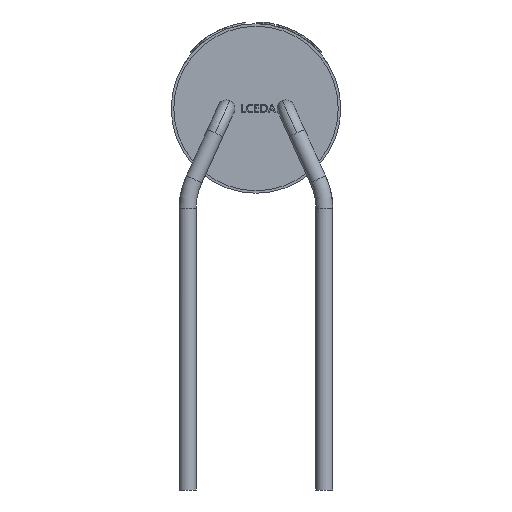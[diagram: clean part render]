
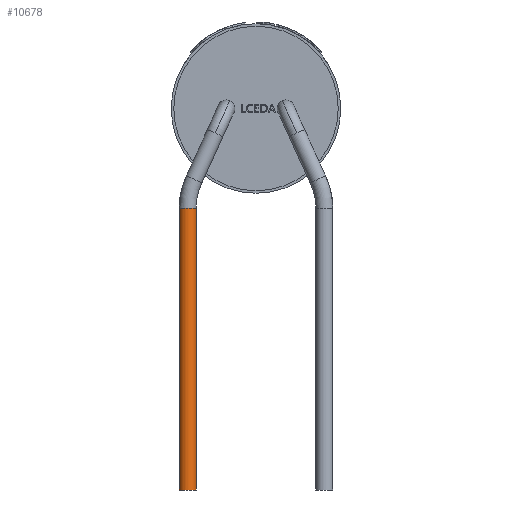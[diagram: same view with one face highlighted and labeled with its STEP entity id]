
A CAD part, front view. The second image highlights one B-rep face of the part: STEP entity #10678.
In plain terms, the highlighted cylindrical face has radius 0.1 mm (diameter 0.2 mm), a partial arc.
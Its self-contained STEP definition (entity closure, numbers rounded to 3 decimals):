
#109 = AXIS2_PLACEMENT_3D ( 'NONE', #11036, #12157, #12325 ) ;
#259 = EDGE_CURVE ( 'NONE', #14369, #14368, #12055, .T. ) ;
#572 = ORIENTED_EDGE ( 'NONE', *, *, #13452, .T. ) ;
#697 = CARTESIAN_POINT ( 'NONE',  ( -0.806, -2., -4.5 ) ) ;
#790 = CIRCLE ( 'NONE', #12383, 0.1 ) ;
#1721 = AXIS2_PLACEMENT_3D ( 'NONE', #2780, #2544, #7546 ) ;
#2544 = DIRECTION ( 'NONE',  ( 0., 0., -1. ) ) ;
#2620 = CARTESIAN_POINT ( 'NONE',  ( -0.906, -2., -1.176 ) ) ;
#2780 = CARTESIAN_POINT ( 'NONE',  ( -0.806, -2., -1.176 ) ) ;
#3270 = CIRCLE ( 'NONE', #1721, 0.1 ) ;
#3313 = AXIS2_PLACEMENT_3D ( 'NONE', #15642, #4611, #13045 ) ;
#3574 = EDGE_CURVE ( 'NONE', #5307, #9145, #790, .T. ) ;
#4231 = ORIENTED_EDGE ( 'NONE', *, *, #3574, .F. ) ;
#4263 = CARTESIAN_POINT ( 'NONE',  ( -0.706, -2., -4.5 ) ) ;
#4611 = DIRECTION ( 'NONE',  ( 0., 0., -1. ) ) ;
#5307 = VERTEX_POINT ( 'NONE', #4263 ) ;
#5644 = ORIENTED_EDGE ( 'NONE', *, *, #13309, .T. ) ;
#6334 = ORIENTED_EDGE ( 'NONE', *, *, #8613, .F. ) ;
#6456 = LINE ( 'NONE', #11363, #11987 ) ;
#6528 = DIRECTION ( 'NONE',  ( 0., 0., -1. ) ) ;
#7546 = DIRECTION ( 'NONE',  ( 0.4, 0.916, 0. ) ) ;
#8221 = CARTESIAN_POINT ( 'NONE',  ( -0.904, -2.018, -1.176 ) ) ;
#8613 = EDGE_CURVE ( 'NONE', #14837, #5307, #6456, .T. ) ;
#8716 = FACE_OUTER_BOUND ( 'NONE', #14158, .T. ) ;
#9017 = DIRECTION ( 'NONE',  ( 0., 0., -1. ) ) ;
#9145 = VERTEX_POINT ( 'NONE', #15418 ) ;
#9970 = DIRECTION ( 'NONE',  ( 0., 0., -1. ) ) ;
#10678 = ADVANCED_FACE ( 'NONE', ( #8716 ), #14594, .T. ) ;
#10797 = CARTESIAN_POINT ( 'NONE',  ( -0.906, -2., -1.176 ) ) ;
#11036 = CARTESIAN_POINT ( 'NONE',  ( -0.806, -2., -1.176 ) ) ;
#11363 = CARTESIAN_POINT ( 'NONE',  ( -0.706, -2., -1.176 ) ) ;
#11987 = VECTOR ( 'NONE', #6528, 1000. ) ;
#12055 = CIRCLE ( 'NONE', #3313, 0.1 ) ;
#12157 = DIRECTION ( 'NONE',  ( 0., 0., -1. ) ) ;
#12325 = DIRECTION ( 'NONE',  ( -1., 0., 0. ) ) ;
#12383 = AXIS2_PLACEMENT_3D ( 'NONE', #697, #9017, #14011 ) ;
#12747 = CARTESIAN_POINT ( 'NONE',  ( -0.706, -2., -1.176 ) ) ;
#12892 = ORIENTED_EDGE ( 'NONE', *, *, #259, .T. ) ;
#13045 = DIRECTION ( 'NONE',  ( 0.4, 0.916, 0. ) ) ;
#13309 = EDGE_CURVE ( 'NONE', #14368, #9145, #14942, .T. ) ;
#13452 = EDGE_CURVE ( 'NONE', #14837, #14369, #3270, .T. ) ;
#14011 = DIRECTION ( 'NONE',  ( 0.4, 0.916, 0. ) ) ;
#14158 = EDGE_LOOP ( 'NONE', ( #6334, #572, #12892, #5644, #4231 ) ) ;
#14349 = VECTOR ( 'NONE', #9970, 1000. ) ;
#14368 = VERTEX_POINT ( 'NONE', #10797 ) ;
#14369 = VERTEX_POINT ( 'NONE', #8221 ) ;
#14594 = CYLINDRICAL_SURFACE ( 'NONE', #109, 0.1 ) ;
#14837 = VERTEX_POINT ( 'NONE', #12747 ) ;
#14942 = LINE ( 'NONE', #2620, #14349 ) ;
#15418 = CARTESIAN_POINT ( 'NONE',  ( -0.906, -2., -4.5 ) ) ;
#15642 = CARTESIAN_POINT ( 'NONE',  ( -0.806, -2., -1.176 ) ) ;
